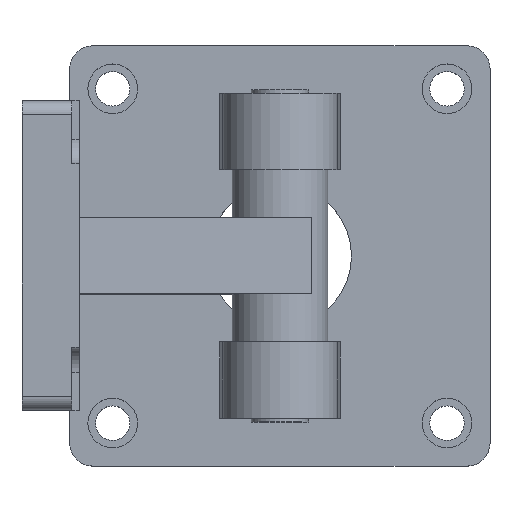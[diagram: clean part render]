
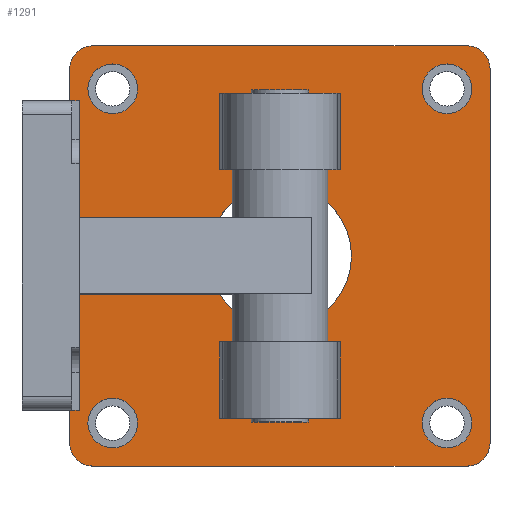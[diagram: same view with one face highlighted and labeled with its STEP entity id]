
A CAD part, top view. The second image highlights one B-rep face of the part: STEP entity #1291.
In plain terms, the highlighted planar face has unit normal (0, 0, 1).
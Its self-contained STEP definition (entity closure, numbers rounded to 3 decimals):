
#190=CARTESIAN_POINT('',(110.0,-98.0,25.0));
#191=VERTEX_POINT('',#190);
#192=CARTESIAN_POINT('',(98.0,-110.0,25.0));
#193=VERTEX_POINT('',#192);
#194=CARTESIAN_POINT('',(98.0,-98.0,25.0));
#195=DIRECTION('',(0.0,0.0,-1.));
#196=DIRECTION('',(0.707,-0.707,0.0));
#197=AXIS2_PLACEMENT_3D('',#194,#195,#196);
#198=CIRCLE('',#197,12.);
#199=EDGE_CURVE('',#191,#193,#198,.T.);
#241=CARTESIAN_POINT('',(110.0,98.0,25.0));
#242=VERTEX_POINT('',#241);
#249=CARTESIAN_POINT('',(110.0,98.0,25.0));
#250=DIRECTION('',(0.0,-1.0,0.0));
#251=VECTOR('',#250,196.0);
#252=LINE('',#249,#251);
#253=EDGE_CURVE('',#242,#191,#252,.T.);
#377=CARTESIAN_POINT('',(-110.0,98.0,25.0));
#378=VERTEX_POINT('',#377);
#379=CARTESIAN_POINT('',(-98.0,110.0,25.0));
#380=VERTEX_POINT('',#379);
#381=CARTESIAN_POINT('',(-98.0,98.0,25.0));
#382=DIRECTION('',(0.0,0.0,-1.));
#383=DIRECTION('',(-0.707,0.707,0.0));
#384=AXIS2_PLACEMENT_3D('',#381,#382,#383);
#385=CIRCLE('',#384,12.);
#386=EDGE_CURVE('',#378,#380,#385,.T.);
#410=CARTESIAN_POINT('',(98.0,110.0,25.0));
#411=VERTEX_POINT('',#410);
#412=CARTESIAN_POINT('',(-98.0,110.0,25.0));
#413=DIRECTION('',(1.0,0.0,0.0));
#414=VECTOR('',#413,196.0);
#415=LINE('',#412,#414);
#416=EDGE_CURVE('',#380,#411,#415,.T.);
#433=CARTESIAN_POINT('',(98.0,98.0,25.0));
#434=DIRECTION('',(0.0,0.0,-1.));
#435=DIRECTION('',(0.707,0.707,0.0));
#436=AXIS2_PLACEMENT_3D('',#433,#434,#435);
#437=CIRCLE('',#436,12.);
#438=EDGE_CURVE('',#411,#242,#437,.T.);
#451=CARTESIAN_POINT('',(-98.0,-110.0,25.0));
#452=VERTEX_POINT('',#451);
#453=CARTESIAN_POINT('',(-110.0,-98.0,25.0));
#454=VERTEX_POINT('',#453);
#455=CARTESIAN_POINT('',(-98.0,-98.0,25.0));
#456=DIRECTION('',(0.0,0.0,-1.));
#457=DIRECTION('',(-0.707,-0.707,0.0));
#458=AXIS2_PLACEMENT_3D('',#455,#456,#457);
#459=CIRCLE('',#458,12.);
#460=EDGE_CURVE('',#452,#454,#459,.T.);
#486=CARTESIAN_POINT('',(-110.0,-98.0,25.0));
#487=DIRECTION('',(0.0,1.0,0.0));
#488=VECTOR('',#487,196.0);
#489=LINE('',#486,#488);
#490=EDGE_CURVE('',#454,#378,#489,.T.);
#549=CARTESIAN_POINT('',(100.5,87.5,25.0));
#550=VERTEX_POINT('',#549);
#551=CARTESIAN_POINT('',(87.5,87.5,25.0));
#552=DIRECTION('',(0.0,0.0,-1.0));
#553=DIRECTION('',(1.0,0.0,0.0));
#554=AXIS2_PLACEMENT_3D('',#551,#552,#553);
#555=CIRCLE('',#554,13.0);
#556=EDGE_CURVE('',#550,#550,#555,.T.);
#651=CARTESIAN_POINT('',(-74.5,-87.5,25.0));
#652=VERTEX_POINT('',#651);
#653=CARTESIAN_POINT('',(-87.5,-87.5,25.0));
#654=DIRECTION('',(0.0,0.0,-1.0));
#655=DIRECTION('',(1.0,0.0,0.0));
#656=AXIS2_PLACEMENT_3D('',#653,#654,#655);
#657=CIRCLE('',#656,13.0);
#658=EDGE_CURVE('',#652,#652,#657,.T.);
#753=CARTESIAN_POINT('',(-74.5,87.5,25.0));
#754=VERTEX_POINT('',#753);
#755=CARTESIAN_POINT('',(-87.5,87.5,25.0));
#756=DIRECTION('',(0.0,0.0,-1.0));
#757=DIRECTION('',(1.0,0.0,0.0));
#758=AXIS2_PLACEMENT_3D('',#755,#756,#757);
#759=CIRCLE('',#758,13.0);
#760=EDGE_CURVE('',#754,#754,#759,.T.);
#855=CARTESIAN_POINT('',(100.5,-87.5,25.0));
#856=VERTEX_POINT('',#855);
#857=CARTESIAN_POINT('',(87.5,-87.5,25.0));
#858=DIRECTION('',(0.0,0.0,-1.0));
#859=DIRECTION('',(1.0,0.0,0.0));
#860=AXIS2_PLACEMENT_3D('',#857,#858,#859);
#861=CIRCLE('',#860,13.0);
#862=EDGE_CURVE('',#856,#856,#861,.T.);
#932=CARTESIAN_POINT('',(-37.5,0.0,25.0));
#933=VERTEX_POINT('',#932);
#934=CARTESIAN_POINT('',(0.0,0.0,25.0));
#935=DIRECTION('',(0.0,0.0,-1.0));
#936=DIRECTION('',(-1.0,0.0,0.0));
#937=AXIS2_PLACEMENT_3D('',#934,#935,#936);
#938=CIRCLE('',#937,37.5);
#939=EDGE_CURVE('',#933,#933,#938,.T.);
#949=CARTESIAN_POINT('',(31.557,-45.,25.));
#950=VERTEX_POINT('',#949);
#959=CARTESIAN_POINT('',(-31.557,-45.,25.));
#960=VERTEX_POINT('',#959);
#961=CARTESIAN_POINT('',(31.557,-45.,25.));
#962=DIRECTION('',(-1.0,0.0,0.0));
#963=VECTOR('',#962,63.113);
#964=LINE('',#961,#963);
#965=EDGE_CURVE('',#950,#960,#964,.T.);
#995=CARTESIAN_POINT('',(31.557,45.0,25.));
#996=VERTEX_POINT('',#995);
#1012=CARTESIAN_POINT('',(-31.557,45.0,25.));
#1013=VERTEX_POINT('',#1012);
#1020=CARTESIAN_POINT('',(31.557,45.0,25.));
#1021=DIRECTION('',(-1.0,0.0,0.0));
#1022=VECTOR('',#1021,63.113);
#1023=LINE('',#1020,#1022);
#1024=EDGE_CURVE('',#996,#1013,#1023,.T.);
#1046=CARTESIAN_POINT('',(31.557,-85.0,25.0));
#1047=VERTEX_POINT('',#1046);
#1054=CARTESIAN_POINT('',(31.557,-45.,25.));
#1055=DIRECTION('',(0.0,-1.0,0.0));
#1056=VECTOR('',#1055,40.);
#1057=LINE('',#1054,#1056);
#1058=EDGE_CURVE('',#950,#1047,#1057,.T.);
#1094=CARTESIAN_POINT('',(-31.557,-85.0,25.0));
#1095=VERTEX_POINT('',#1094);
#1096=CARTESIAN_POINT('',(-31.557,-85.0,25.0));
#1097=DIRECTION('',(0.0,1.0,0.0));
#1098=VECTOR('',#1097,40.);
#1099=LINE('',#1096,#1098);
#1100=EDGE_CURVE('',#1095,#960,#1099,.T.);
#1119=CARTESIAN_POINT('',(31.557,-85.0,25.0));
#1120=DIRECTION('',(-1.0,0.0,0.0));
#1121=VECTOR('',#1120,63.113);
#1122=LINE('',#1119,#1121);
#1123=EDGE_CURVE('',#1047,#1095,#1122,.T.);
#1138=CARTESIAN_POINT('',(31.557,85.0,25.0));
#1139=VERTEX_POINT('',#1138);
#1140=CARTESIAN_POINT('',(31.557,85.0,25.0));
#1141=DIRECTION('',(0.0,-1.0,0.0));
#1142=VECTOR('',#1141,40.0);
#1143=LINE('',#1140,#1142);
#1144=EDGE_CURVE('',#1139,#996,#1143,.T.);
#1195=CARTESIAN_POINT('',(-31.557,85.0,25.0));
#1196=VERTEX_POINT('',#1195);
#1203=CARTESIAN_POINT('',(-31.557,45.0,25.));
#1204=DIRECTION('',(0.0,1.0,0.0));
#1205=VECTOR('',#1204,40.0);
#1206=LINE('',#1203,#1205);
#1207=EDGE_CURVE('',#1013,#1196,#1206,.T.);
#1217=CARTESIAN_POINT('',(-31.557,85.0,25.0));
#1218=DIRECTION('',(1.0,0.0,0.0));
#1219=VECTOR('',#1218,63.113);
#1220=LINE('',#1217,#1219);
#1221=EDGE_CURVE('',#1196,#1139,#1220,.T.);
#1238=CARTESIAN_POINT('',(98.0,-110.0,25.0));
#1239=DIRECTION('',(-1.0,0.0,0.0));
#1240=VECTOR('',#1239,196.0);
#1241=LINE('',#1238,#1240);
#1242=EDGE_CURVE('',#193,#452,#1241,.T.);
#1249=CARTESIAN_POINT('',(0.0,0.,25.0));
#1250=DIRECTION('',(0.0,0.0,1.0));
#1251=DIRECTION('',(1.0,0.0,0.0));
#1252=AXIS2_PLACEMENT_3D('',#1249,#1250,#1251);
#1253=PLANE('',#1252);
#1254=ORIENTED_EDGE('',*,*,#199,.F.);
#1255=ORIENTED_EDGE('',*,*,#253,.F.);
#1256=ORIENTED_EDGE('',*,*,#438,.F.);
#1257=ORIENTED_EDGE('',*,*,#416,.F.);
#1258=ORIENTED_EDGE('',*,*,#386,.F.);
#1259=ORIENTED_EDGE('',*,*,#490,.F.);
#1260=ORIENTED_EDGE('',*,*,#460,.F.);
#1261=ORIENTED_EDGE('',*,*,#1242,.F.);
#1262=EDGE_LOOP('',(#1254,#1255,#1256,#1257,#1258,#1259,#1260,#1261));
#1263=FACE_OUTER_BOUND('',#1262,.T.);
#1264=ORIENTED_EDGE('',*,*,#556,.T.);
#1265=EDGE_LOOP('',(#1264));
#1266=FACE_BOUND('',#1265,.T.);
#1267=ORIENTED_EDGE('',*,*,#658,.T.);
#1268=EDGE_LOOP('',(#1267));
#1269=FACE_BOUND('',#1268,.T.);
#1270=ORIENTED_EDGE('',*,*,#760,.T.);
#1271=EDGE_LOOP('',(#1270));
#1272=FACE_BOUND('',#1271,.T.);
#1273=ORIENTED_EDGE('',*,*,#862,.T.);
#1274=EDGE_LOOP('',(#1273));
#1275=FACE_BOUND('',#1274,.T.);
#1276=ORIENTED_EDGE('',*,*,#939,.T.);
#1277=EDGE_LOOP('',(#1276));
#1278=FACE_BOUND('',#1277,.T.);
#1279=ORIENTED_EDGE('',*,*,#1058,.T.);
#1280=ORIENTED_EDGE('',*,*,#1123,.T.);
#1281=ORIENTED_EDGE('',*,*,#1100,.T.);
#1282=ORIENTED_EDGE('',*,*,#965,.F.);
#1283=EDGE_LOOP('',(#1279,#1280,#1281,#1282));
#1284=FACE_BOUND('',#1283,.T.);
#1285=ORIENTED_EDGE('',*,*,#1024,.T.);
#1286=ORIENTED_EDGE('',*,*,#1207,.T.);
#1287=ORIENTED_EDGE('',*,*,#1221,.T.);
#1288=ORIENTED_EDGE('',*,*,#1144,.T.);
#1289=EDGE_LOOP('',(#1285,#1286,#1287,#1288));
#1290=FACE_BOUND('',#1289,.T.);
#1291=ADVANCED_FACE('',(#1263,#1266,#1269,#1272,#1275,#1278,#1284,#1290),#1253,.T.);
